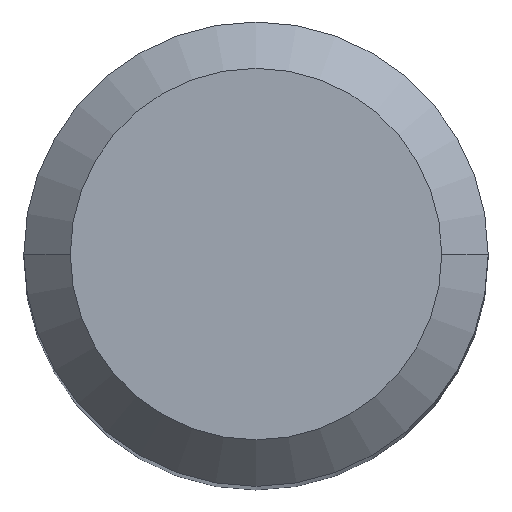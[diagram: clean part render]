
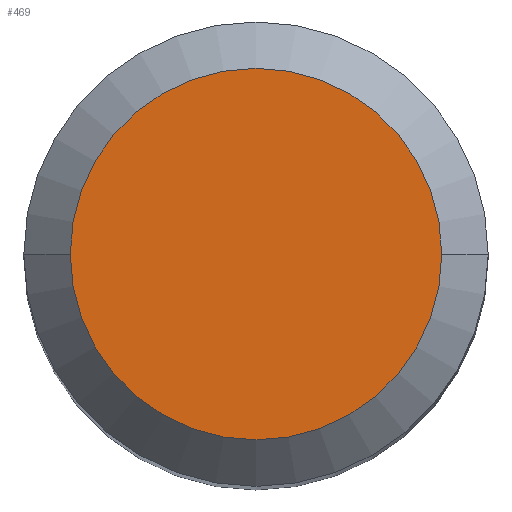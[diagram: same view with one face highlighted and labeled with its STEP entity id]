
A CAD part, top view. The second image highlights one B-rep face of the part: STEP entity #469.
In plain terms, the highlighted planar face has unit normal (0, 0, 1).
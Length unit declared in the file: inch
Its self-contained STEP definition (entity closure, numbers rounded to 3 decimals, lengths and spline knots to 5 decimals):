
#4 = DIRECTION ( 'NONE',  ( 0., 0., 1. ) ) ;
#18 = DIRECTION ( 'NONE',  ( -1., 0., 0. ) ) ;
#37 = AXIS2_PLACEMENT_3D ( 'NONE', #432, #459, #166 ) ;
#47 = DIRECTION ( 'NONE',  ( 1., 0., 0. ) ) ;
#97 = CARTESIAN_POINT ( 'NONE',  ( 0.126, 0., 0. ) ) ;
#123 = CARTESIAN_POINT ( 'NONE',  ( 0., 0., 0. ) ) ;
#154 = VERTEX_POINT ( 'NONE', #97 ) ;
#166 = DIRECTION ( 'NONE',  ( 1., 0., 0. ) ) ;
#171 = ORIENTED_EDGE ( 'NONE', *, *, #263, .T. ) ;
#220 = CARTESIAN_POINT ( 'NONE',  ( -0.126, 0., 0. ) ) ;
#256 = CARTESIAN_POINT ( 'NONE',  ( 0., 0., 0. ) ) ;
#259 = DIRECTION ( 'NONE',  ( 0., 0., -1. ) ) ;
#263 = EDGE_CURVE ( 'NONE', #430, #154, #392, .T. ) ;
#316 = EDGE_LOOP ( 'NONE', ( #171, #346 ) ) ;
#334 = CIRCLE ( 'NONE', #352, 0.126 ) ;
#343 = AXIS2_PLACEMENT_3D ( 'NONE', #256, #259, #18 ) ;
#346 = ORIENTED_EDGE ( 'NONE', *, *, #394, .T. ) ;
#352 = AXIS2_PLACEMENT_3D ( 'NONE', #123, #4, #47 ) ;
#372 = PLANE ( 'NONE',  #343 ) ;
#392 = CIRCLE ( 'NONE', #37, 0.126 ) ;
#394 = EDGE_CURVE ( 'NONE', #154, #430, #334, .T. ) ;
#430 = VERTEX_POINT ( 'NONE', #220 ) ;
#432 = CARTESIAN_POINT ( 'NONE',  ( 0., 0., 0. ) ) ;
#459 = DIRECTION ( 'NONE',  ( 0., 0., 1. ) ) ;
#469 = ADVANCED_FACE ( 'NONE', ( #480 ), #372, .F. ) ;
#480 = FACE_OUTER_BOUND ( 'NONE', #316, .T. ) ;
